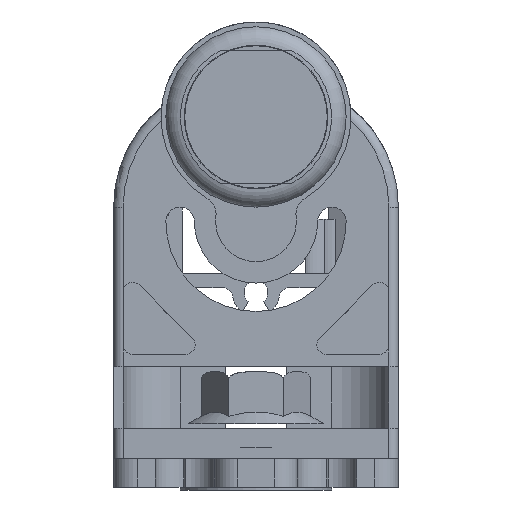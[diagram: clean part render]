
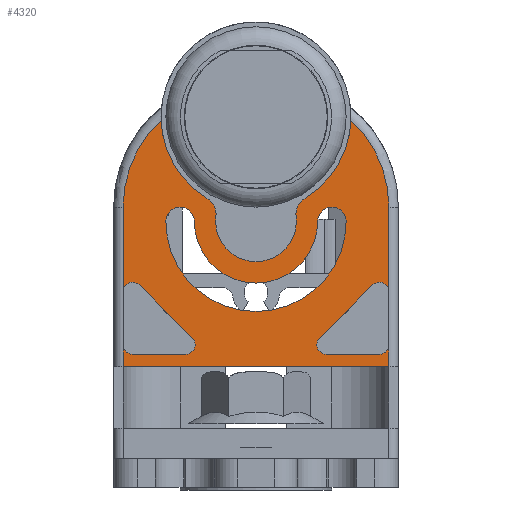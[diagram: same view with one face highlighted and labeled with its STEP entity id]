
A CAD part, front view. The second image highlights one B-rep face of the part: STEP entity #4320.
In plain terms, the highlighted planar face has unit normal (0, -1, 0).
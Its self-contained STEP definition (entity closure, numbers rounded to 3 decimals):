
#50=PLANE('',#4578);
#182=FACE_BOUND('',#1246,.T.);
#242=LINE('',#6394,#658);
#244=LINE('',#6397,#660);
#258=LINE('',#6426,#674);
#262=LINE('',#6438,#678);
#263=LINE('',#6442,#679);
#264=LINE('',#6446,#680);
#265=LINE('',#6449,#681);
#266=LINE('',#6453,#682);
#267=LINE('',#6457,#683);
#658=VECTOR('',#5080,8.91);
#660=VECTOR('',#5082,2.3);
#674=VECTOR('',#5106,28.);
#678=VECTOR('',#5116,8.91);
#679=VECTOR('',#5119,7.905);
#680=VECTOR('',#5122,5.59);
#681=VECTOR('',#5125,2.3);
#682=VECTOR('',#5128,5.59);
#683=VECTOR('',#5131,7.905);
#1056=FACE_OUTER_BOUND('',#1245,.T.);
#1245=EDGE_LOOP('',(#3047,#3048,#3049,#3050,#3051,#3052,#3053,#3054,#3055,
#3056,#3057,#3058,#3059,#3060,#3061,#3062,#3063,#3064,#3065,#3066,#3067,
#3068));
#1246=EDGE_LOOP('',(#3069,#3070,#3071,#3072));
#1445=CIRCLE('',#4537,2.);
#1448=CIRCLE('',#4541,4.25);
#1449=CIRCLE('',#4543,2.);
#1451=CIRCLE('',#4546,10.);
#1453=CIRCLE('',#4548,10.);
#1468=CIRCLE('',#4573,12.5);
#1471=CIRCLE('',#4579,12.5);
#1472=CIRCLE('',#4580,1.);
#1473=CIRCLE('',#4581,1.);
#1474=CIRCLE('',#4582,1.);
#1475=CIRCLE('',#4583,1.);
#1476=CIRCLE('',#4584,1.);
#1477=CIRCLE('',#4585,1.);
#1478=CIRCLE('',#4586,1.5);
#1479=CIRCLE('',#4587,6.5);
#1480=CIRCLE('',#4588,1.5);
#1481=CIRCLE('',#4589,9.5);
#1693=VERTEX_POINT('',#6256);
#1694=VERTEX_POINT('',#6257);
#1698=VERTEX_POINT('',#6267);
#1699=VERTEX_POINT('',#6271);
#1701=VERTEX_POINT('',#6277);
#1706=VERTEX_POINT('',#6298);
#1736=VERTEX_POINT('',#6386);
#1739=VERTEX_POINT('',#6391);
#1740=VERTEX_POINT('',#6393);
#1741=VERTEX_POINT('',#6395);
#1751=VERTEX_POINT('',#6425);
#1755=VERTEX_POINT('',#6435);
#1756=VERTEX_POINT('',#6437);
#1757=VERTEX_POINT('',#6439);
#1758=VERTEX_POINT('',#6441);
#1759=VERTEX_POINT('',#6443);
#1760=VERTEX_POINT('',#6445);
#1761=VERTEX_POINT('',#6447);
#1762=VERTEX_POINT('',#6450);
#1763=VERTEX_POINT('',#6452);
#1764=VERTEX_POINT('',#6454);
#1765=VERTEX_POINT('',#6456);
#1766=VERTEX_POINT('',#6459);
#1767=VERTEX_POINT('',#6460);
#1768=VERTEX_POINT('',#6462);
#1769=VERTEX_POINT('',#6464);
#2225=EDGE_CURVE('',#1693,#1694,#1445,.T.);
#2231=EDGE_CURVE('',#1694,#1698,#1448,.T.);
#2232=EDGE_CURVE('',#1698,#1699,#1449,.T.);
#2235=EDGE_CURVE('',#1701,#1693,#1451,.T.);
#2241=EDGE_CURVE('',#1699,#1706,#1453,.T.);
#2281=EDGE_CURVE('',#1739,#1740,#242,.T.);
#2283=EDGE_CURVE('',#1741,#1736,#244,.T.);
#2284=EDGE_CURVE('',#1701,#1739,#1468,.T.);
#2299=EDGE_CURVE('',#1751,#1736,#258,.T.);
#2304=EDGE_CURVE('',#1755,#1706,#1471,.T.);
#2305=EDGE_CURVE('',#1756,#1755,#262,.T.);
#2306=EDGE_CURVE('',#1756,#1757,#1472,.T.);
#2307=EDGE_CURVE('',#1757,#1758,#263,.T.);
#2308=EDGE_CURVE('',#1758,#1759,#1473,.T.);
#2309=EDGE_CURVE('',#1759,#1760,#264,.T.);
#2310=EDGE_CURVE('',#1760,#1761,#1474,.T.);
#2311=EDGE_CURVE('',#1751,#1761,#265,.T.);
#2312=EDGE_CURVE('',#1741,#1762,#1475,.T.);
#2313=EDGE_CURVE('',#1762,#1763,#266,.T.);
#2314=EDGE_CURVE('',#1763,#1764,#1476,.T.);
#2315=EDGE_CURVE('',#1764,#1765,#267,.T.);
#2316=EDGE_CURVE('',#1765,#1740,#1477,.T.);
#2317=EDGE_CURVE('',#1766,#1767,#1478,.T.);
#2318=EDGE_CURVE('',#1767,#1768,#1479,.T.);
#2319=EDGE_CURVE('',#1768,#1769,#1480,.T.);
#2320=EDGE_CURVE('',#1769,#1766,#1481,.T.);
#3047=ORIENTED_EDGE('',*,*,#2225,.T.);
#3048=ORIENTED_EDGE('',*,*,#2231,.T.);
#3049=ORIENTED_EDGE('',*,*,#2232,.T.);
#3050=ORIENTED_EDGE('',*,*,#2241,.T.);
#3051=ORIENTED_EDGE('',*,*,#2304,.F.);
#3052=ORIENTED_EDGE('',*,*,#2305,.F.);
#3053=ORIENTED_EDGE('',*,*,#2306,.T.);
#3054=ORIENTED_EDGE('',*,*,#2307,.T.);
#3055=ORIENTED_EDGE('',*,*,#2308,.T.);
#3056=ORIENTED_EDGE('',*,*,#2309,.T.);
#3057=ORIENTED_EDGE('',*,*,#2310,.T.);
#3058=ORIENTED_EDGE('',*,*,#2311,.F.);
#3059=ORIENTED_EDGE('',*,*,#2299,.T.);
#3060=ORIENTED_EDGE('',*,*,#2283,.F.);
#3061=ORIENTED_EDGE('',*,*,#2312,.T.);
#3062=ORIENTED_EDGE('',*,*,#2313,.T.);
#3063=ORIENTED_EDGE('',*,*,#2314,.T.);
#3064=ORIENTED_EDGE('',*,*,#2315,.T.);
#3065=ORIENTED_EDGE('',*,*,#2316,.T.);
#3066=ORIENTED_EDGE('',*,*,#2281,.F.);
#3067=ORIENTED_EDGE('',*,*,#2284,.F.);
#3068=ORIENTED_EDGE('',*,*,#2235,.T.);
#3069=ORIENTED_EDGE('',*,*,#2317,.T.);
#3070=ORIENTED_EDGE('',*,*,#2318,.T.);
#3071=ORIENTED_EDGE('',*,*,#2319,.T.);
#3072=ORIENTED_EDGE('',*,*,#2320,.T.);
#4320=ADVANCED_FACE('',(#1056,#182),#50,.T.);
#4537=AXIS2_PLACEMENT_3D('',#6258,#4979,#4980);
#4541=AXIS2_PLACEMENT_3D('',#6269,#4990,#4991);
#4543=AXIS2_PLACEMENT_3D('',#6272,#4994,#4995);
#4546=AXIS2_PLACEMENT_3D('',#6278,#5001,#5002);
#4548=AXIS2_PLACEMENT_3D('',#6311,#5007,#5008);
#4573=AXIS2_PLACEMENT_3D('',#6399,#5085,#5086);
#4578=AXIS2_PLACEMENT_3D('',#6434,#5112,#5113);
#4579=AXIS2_PLACEMENT_3D('',#6436,#5114,#5115);
#4580=AXIS2_PLACEMENT_3D('',#6440,#5117,#5118);
#4581=AXIS2_PLACEMENT_3D('',#6444,#5120,#5121);
#4582=AXIS2_PLACEMENT_3D('',#6448,#5123,#5124);
#4583=AXIS2_PLACEMENT_3D('',#6451,#5126,#5127);
#4584=AXIS2_PLACEMENT_3D('',#6455,#5129,#5130);
#4585=AXIS2_PLACEMENT_3D('',#6458,#5132,#5133);
#4586=AXIS2_PLACEMENT_3D('',#6461,#5134,#5135);
#4587=AXIS2_PLACEMENT_3D('',#6463,#5136,#5137);
#4588=AXIS2_PLACEMENT_3D('',#6465,#5138,#5139);
#4589=AXIS2_PLACEMENT_3D('',#6466,#5140,#5141);
#4979=DIRECTION('center_axis',(0.,-1.,0.));
#4980=DIRECTION('ref_axis',(-0.898,0.,0.439));
#4990=DIRECTION('center_axis',(0.,1.,0.));
#4991=DIRECTION('ref_axis',(-0.744,0.,0.668));
#4994=DIRECTION('center_axis',(0.,-1.,0.));
#4995=DIRECTION('ref_axis',(0.898,0.,0.439));
#5001=DIRECTION('center_axis',(0.,1.,0.));
#5002=DIRECTION('ref_axis',(-1.,0.,0.));
#5007=DIRECTION('center_axis',(0.,1.,0.));
#5008=DIRECTION('ref_axis',(-1.,0.,0.));
#5080=DIRECTION('',(0.,0.,-1.));
#5082=DIRECTION('',(0.,0.,-1.));
#5085=DIRECTION('center_axis',(0.,1.,0.));
#5086=DIRECTION('ref_axis',(0.902,0.,0.433));
#5106=DIRECTION('',(1.,0.,0.));
#5112=DIRECTION('center_axis',(0.,-1.,0.));
#5113=DIRECTION('ref_axis',(1.,0.,0.));
#5114=DIRECTION('center_axis',(0.,1.,0.));
#5115=DIRECTION('ref_axis',(-0.902,0.,0.433));
#5116=DIRECTION('',(0.,0.,1.));
#5117=DIRECTION('center_axis',(0.,1.,0.));
#5118=DIRECTION('ref_axis',(-0.707,0.,-0.707));
#5119=DIRECTION('',(0.707,0.,-0.707));
#5120=DIRECTION('center_axis',(0.,1.,0.));
#5121=DIRECTION('ref_axis',(0.,0.,1.));
#5122=DIRECTION('',(-1.,0.,0.));
#5123=DIRECTION('center_axis',(0.,1.,0.));
#5124=DIRECTION('ref_axis',(1.,0.,0.));
#5125=DIRECTION('',(0.,0.,1.));
#5126=DIRECTION('center_axis',(0.,1.,0.));
#5127=DIRECTION('ref_axis',(0.,0.,-1.));
#5128=DIRECTION('',(-1.,0.,0.));
#5129=DIRECTION('center_axis',(0.,1.,0.));
#5130=DIRECTION('ref_axis',(-0.707,0.,0.707));
#5131=DIRECTION('',(0.707,0.,0.707));
#5132=DIRECTION('center_axis',(0.,1.,0.));
#5133=DIRECTION('ref_axis',(1.,0.,0.));
#5134=DIRECTION('center_axis',(0.,1.,0.));
#5135=DIRECTION('ref_axis',(-1.,0.,0.));
#5136=DIRECTION('center_axis',(0.,-1.,0.));
#5137=DIRECTION('ref_axis',(-1.,0.,0.));
#5138=DIRECTION('center_axis',(0.,1.,0.));
#5139=DIRECTION('ref_axis',(-1.,0.,0.));
#5140=DIRECTION('center_axis',(0.,1.,0.));
#5141=DIRECTION('ref_axis',(1.,0.,0.));
#6256=CARTESIAN_POINT('',(5.173,-20.,30.442));
#6257=CARTESIAN_POINT('',(4.221,-20.,28.496));
#6258=CARTESIAN_POINT('Origin',(6.207,-20.,28.73));
#6267=CARTESIAN_POINT('',(-4.221,-20.,28.496));
#6269=CARTESIAN_POINT('Origin',(0.,-20.,28.));
#6271=CARTESIAN_POINT('',(-5.173,-20.,30.442));
#6272=CARTESIAN_POINT('Origin',(-6.207,-20.,28.73));
#6277=CARTESIAN_POINT('',(9.995,-20.,38.67));
#6278=CARTESIAN_POINT('Origin',(0.,-20.,39.));
#6298=CARTESIAN_POINT('',(-9.995,-20.,38.67));
#6311=CARTESIAN_POINT('Origin',(0.,-20.,39.));
#6386=CARTESIAN_POINT('',(14.,-20.,12.7));
#6391=CARTESIAN_POINT('',(14.,-20.,29.5));
#6393=CARTESIAN_POINT('',(14.,-20.,20.59));
#6394=CARTESIAN_POINT('',(14.,-20.,19.5));
#6395=CARTESIAN_POINT('',(14.,-20.,15.));
#6397=CARTESIAN_POINT('',(14.,-20.,19.5));
#6399=CARTESIAN_POINT('Origin',(1.5,-20.,29.5));
#6425=CARTESIAN_POINT('',(-14.,-20.,12.7));
#6426=CARTESIAN_POINT('',(0.,-20.,12.7));
#6434=CARTESIAN_POINT('Origin',(0.,-20.,39.));
#6435=CARTESIAN_POINT('',(-14.,-20.,29.5));
#6436=CARTESIAN_POINT('Origin',(-1.5,-20.,29.5));
#6437=CARTESIAN_POINT('',(-14.,-20.,20.59));
#6438=CARTESIAN_POINT('',(-14.,-20.,34.25));
#6439=CARTESIAN_POINT('',(-12.293,-20.,21.297));
#6440=CARTESIAN_POINT('Origin',(-13.,-20.,20.59));
#6441=CARTESIAN_POINT('',(-6.703,-20.,15.707));
#6442=CARTESIAN_POINT('',(-13.645,-20.,22.65));
#6443=CARTESIAN_POINT('',(-7.41,-20.,14.));
#6444=CARTESIAN_POINT('Origin',(-7.41,-20.,15.));
#6445=CARTESIAN_POINT('',(-13.,-20.,14.));
#6446=CARTESIAN_POINT('',(-3.705,-20.,14.));
#6447=CARTESIAN_POINT('',(-14.,-20.,15.));
#6448=CARTESIAN_POINT('Origin',(-13.,-20.,15.));
#6449=CARTESIAN_POINT('',(-14.,-20.,34.25));
#6450=CARTESIAN_POINT('',(13.,-20.,14.));
#6451=CARTESIAN_POINT('Origin',(13.,-20.,15.));
#6452=CARTESIAN_POINT('',(7.41,-20.,14.));
#6453=CARTESIAN_POINT('',(6.5,-20.,14.));
#6454=CARTESIAN_POINT('',(6.703,-20.,15.707));
#6455=CARTESIAN_POINT('Origin',(7.41,-20.,15.));
#6456=CARTESIAN_POINT('',(12.293,-20.,21.297));
#6457=CARTESIAN_POINT('',(10.85,-20.,19.855));
#6458=CARTESIAN_POINT('Origin',(13.,-20.,20.59));
#6459=CARTESIAN_POINT('',(-9.5,-20.,28.));
#6460=CARTESIAN_POINT('',(-6.5,-20.,28.));
#6461=CARTESIAN_POINT('Origin',(-8.,-20.,28.));
#6462=CARTESIAN_POINT('',(6.5,-20.,28.));
#6463=CARTESIAN_POINT('Origin',(0.,-20.,28.));
#6464=CARTESIAN_POINT('',(9.5,-20.,28.));
#6465=CARTESIAN_POINT('Origin',(8.,-20.,28.));
#6466=CARTESIAN_POINT('Origin',(0.,-20.,28.));
